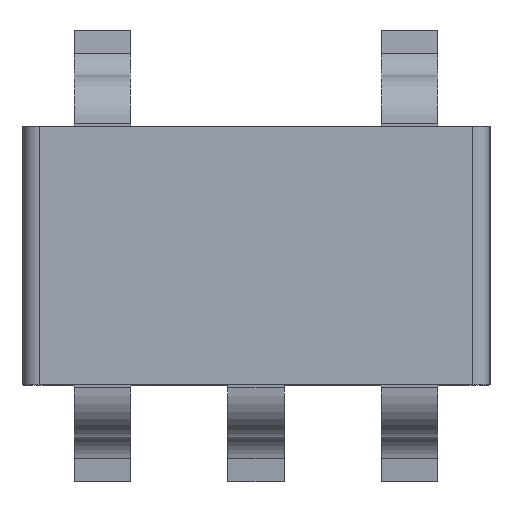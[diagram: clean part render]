
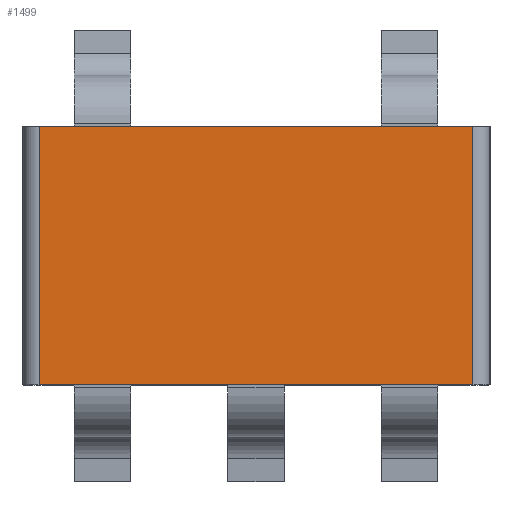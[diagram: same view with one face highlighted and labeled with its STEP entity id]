
A CAD part, top view. The second image highlights one B-rep face of the part: STEP entity #1499.
In plain terms, the highlighted planar face has unit normal (0, 0, 1).
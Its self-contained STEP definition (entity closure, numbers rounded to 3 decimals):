
#143=FACE_OUTER_BOUND('',#227,.T.);
#227=EDGE_LOOP('',(#1042,#1043,#1044,#1045));
#322=LINE('',#2293,#490);
#323=LINE('',#2299,#491);
#325=LINE('',#2303,#493);
#326=LINE('',#2304,#494);
#490=VECTOR('',#1830,1.);
#491=VECTOR('',#1837,1.);
#493=VECTOR('',#1841,1.);
#494=VECTOR('',#1842,1.);
#656=VERTEX_POINT('',#2290);
#657=VERTEX_POINT('',#2292);
#659=VERTEX_POINT('',#2297);
#660=VERTEX_POINT('',#2302);
#807=EDGE_CURVE('',#657,#656,#322,.T.);
#810=EDGE_CURVE('',#656,#659,#323,.T.);
#812=EDGE_CURVE('',#659,#660,#325,.T.);
#813=EDGE_CURVE('',#657,#660,#326,.T.);
#1042=ORIENTED_EDGE('',*,*,#812,.T.);
#1043=ORIENTED_EDGE('',*,*,#813,.F.);
#1044=ORIENTED_EDGE('',*,*,#807,.T.);
#1045=ORIENTED_EDGE('',*,*,#810,.T.);
#1436=PLANE('',#1653);
#1499=ADVANCED_FACE('',(#143),#1436,.T.);
#1653=AXIS2_PLACEMENT_3D('',#2301,#1839,#1840);
#1830=DIRECTION('',(1.,0.,0.));
#1837=DIRECTION('',(0.,1.,0.));
#1839=DIRECTION('center_axis',(0.,0.,1.));
#1840=DIRECTION('ref_axis',(1.,0.,0.));
#1841=DIRECTION('',(-1.,0.,0.));
#1842=DIRECTION('',(0.,1.,0.));
#2290=CARTESIAN_POINT('',(1.344,-0.8,0.382));
#2292=CARTESIAN_POINT('',(-1.344,-0.8,0.382));
#2293=CARTESIAN_POINT('',(1.344,-0.8,0.382));
#2297=CARTESIAN_POINT('',(1.344,0.8,0.382));
#2299=CARTESIAN_POINT('',(1.344,0.,0.382));
#2301=CARTESIAN_POINT('Origin',(0.,0.,
0.382));
#2302=CARTESIAN_POINT('',(-1.344,0.8,0.382));
#2303=CARTESIAN_POINT('',(1.344,0.8,0.382));
#2304=CARTESIAN_POINT('',(-1.344,0.,0.382));
